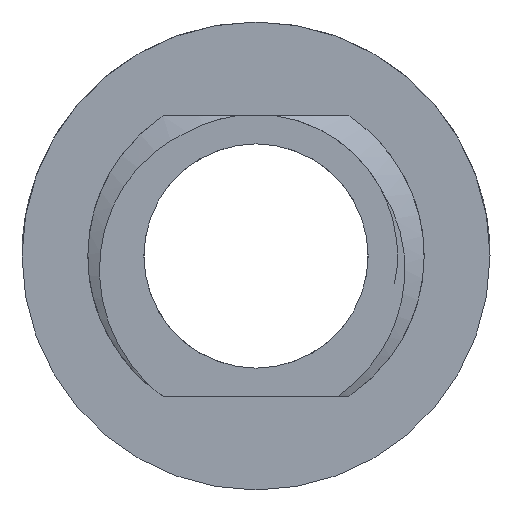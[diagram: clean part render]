
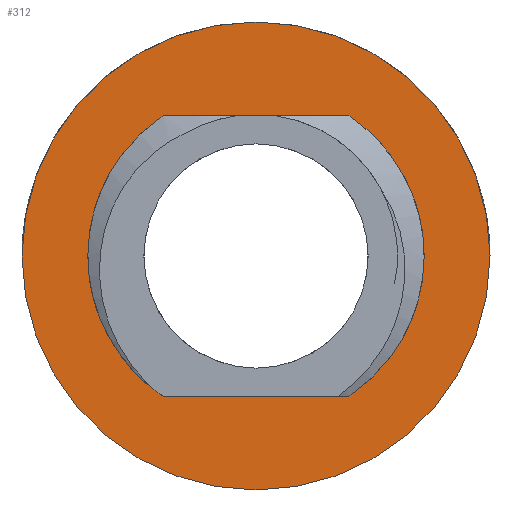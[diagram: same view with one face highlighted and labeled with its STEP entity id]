
A CAD part, front view. The second image highlights one B-rep face of the part: STEP entity #312.
In plain terms, the highlighted planar face has unit normal (0, -1, 0).
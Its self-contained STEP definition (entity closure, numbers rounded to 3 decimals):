
#27 = VERTEX_POINT ( 'NONE', #3074 ) ;
#144 = AXIS2_PLACEMENT_3D ( 'NONE', #11009, #3700, #10623 ) ;
#312 = ADVANCED_FACE ( 'NONE', ( #11059, #8563 ), #9185, .T. ) ;
#584 = EDGE_CURVE ( 'NONE', #3406, #6185, #5678, .T. ) ;
#592 = CARTESIAN_POINT ( 'NONE',  ( 0., 9., 0. ) ) ;
#1371 = EDGE_CURVE ( 'NONE', #3294, #10175, #9801, .T. ) ;
#1703 = DIRECTION ( 'NONE',  ( 0., -1., 0. ) ) ;
#1970 = LINE ( 'NONE', #7349, #5651 ) ;
#2015 = AXIS2_PLACEMENT_3D ( 'NONE', #8620, #1703, #5094 ) ;
#2398 = CARTESIAN_POINT ( 'NONE',  ( 0., 9., 8.35 ) ) ;
#2459 = VECTOR ( 'NONE', #6070, 1000. ) ;
#2606 = CARTESIAN_POINT ( 'NONE',  ( 6.421, 9., -5. ) ) ;
#2684 = ORIENTED_EDGE ( 'NONE', *, *, #584, .F. ) ;
#2857 = CARTESIAN_POINT ( 'NONE',  ( 0., 9., 0. ) ) ;
#3070 = ORIENTED_EDGE ( 'NONE', *, *, #1371, .T. ) ;
#3074 = CARTESIAN_POINT ( 'NONE',  ( -3.317, 9., -5. ) ) ;
#3161 = EDGE_CURVE ( 'NONE', #10175, #3294, #8507, .T. ) ;
#3294 = VERTEX_POINT ( 'NONE', #2398 ) ;
#3406 = VERTEX_POINT ( 'NONE', #9258 ) ;
#3458 = DIRECTION ( 'NONE',  ( 0., 0., -1. ) ) ;
#3484 = AXIS2_PLACEMENT_3D ( 'NONE', #2857, #6319, #8924 ) ;
#3700 = DIRECTION ( 'NONE',  ( 0., -1., 0. ) ) ;
#3774 = DIRECTION ( 'NONE',  ( -1., 0., 0. ) ) ;
#3822 = CARTESIAN_POINT ( 'NONE',  ( 3.317, 9., -5. ) ) ;
#4334 = EDGE_CURVE ( 'NONE', #27, #6074, #6127, .T. ) ;
#4604 = EDGE_LOOP ( 'NONE', ( #10434, #3070 ) ) ;
#4652 = CARTESIAN_POINT ( 'NONE',  ( -6., 9., 0. ) ) ;
#5094 = DIRECTION ( 'NONE',  ( 0., 0., -1. ) ) ;
#5622 = ORIENTED_EDGE ( 'NONE', *, *, #4334, .F. ) ;
#5651 = VECTOR ( 'NONE', #3774, 1000. ) ;
#5678 = CIRCLE ( 'NONE', #6883, 6. ) ;
#6070 = DIRECTION ( 'NONE',  ( 1., 0., 0. ) ) ;
#6074 = VERTEX_POINT ( 'NONE', #3822 ) ;
#6127 = LINE ( 'NONE', #2606, #2459 ) ;
#6185 = VERTEX_POINT ( 'NONE', #4652 ) ;
#6319 = DIRECTION ( 'NONE',  ( 0., -1., 0. ) ) ;
#6702 = CARTESIAN_POINT ( 'NONE',  ( 0., 9., -8.35 ) ) ;
#6798 = CARTESIAN_POINT ( 'NONE',  ( 0., 9., 0. ) ) ;
#6879 = DIRECTION ( 'NONE',  ( 0., 0., -1. ) ) ;
#6883 = AXIS2_PLACEMENT_3D ( 'NONE', #9217, #9533, #3458 ) ;
#7051 = ORIENTED_EDGE ( 'NONE', *, *, #8006, .F. ) ;
#7059 = AXIS2_PLACEMENT_3D ( 'NONE', #592, #8415, #6879 ) ;
#7225 = VERTEX_POINT ( 'NONE', #9897 ) ;
#7349 = CARTESIAN_POINT ( 'NONE',  ( 6.421, 9., 5. ) ) ;
#7496 = ORIENTED_EDGE ( 'NONE', *, *, #8832, .F. ) ;
#7872 = ORIENTED_EDGE ( 'NONE', *, *, #10915, .F. ) ;
#8006 = EDGE_CURVE ( 'NONE', #6185, #27, #8918, .T. ) ;
#8306 = EDGE_LOOP ( 'NONE', ( #2684, #7496, #7872, #5622, #7051 ) ) ;
#8415 = DIRECTION ( 'NONE',  ( 0., -1., 0. ) ) ;
#8474 = CIRCLE ( 'NONE', #144, 6. ) ;
#8507 = CIRCLE ( 'NONE', #7059, 8.35 ) ;
#8563 = FACE_BOUND ( 'NONE', #8306, .T. ) ;
#8620 = CARTESIAN_POINT ( 'NONE',  ( 0., 9., 0. ) ) ;
#8832 = EDGE_CURVE ( 'NONE', #7225, #3406, #1970, .T. ) ;
#8918 = CIRCLE ( 'NONE', #3484, 6. ) ;
#8924 = DIRECTION ( 'NONE',  ( 0., 0., -1. ) ) ;
#9185 = PLANE ( 'NONE',  #10575 ) ;
#9217 = CARTESIAN_POINT ( 'NONE',  ( 0., 9., 0. ) ) ;
#9258 = CARTESIAN_POINT ( 'NONE',  ( -3.317, 9., 5. ) ) ;
#9533 = DIRECTION ( 'NONE',  ( 0., -1., 0. ) ) ;
#9801 = CIRCLE ( 'NONE', #2015, 8.35 ) ;
#9897 = CARTESIAN_POINT ( 'NONE',  ( 3.317, 9., 5. ) ) ;
#10033 = DIRECTION ( 'NONE',  ( 0., 0., -1. ) ) ;
#10175 = VERTEX_POINT ( 'NONE', #6702 ) ;
#10434 = ORIENTED_EDGE ( 'NONE', *, *, #3161, .T. ) ;
#10575 = AXIS2_PLACEMENT_3D ( 'NONE', #6798, #11112, #10033 ) ;
#10623 = DIRECTION ( 'NONE',  ( 0., 0., -1. ) ) ;
#10915 = EDGE_CURVE ( 'NONE', #6074, #7225, #8474, .T. ) ;
#11009 = CARTESIAN_POINT ( 'NONE',  ( 0., 9., 0. ) ) ;
#11059 = FACE_OUTER_BOUND ( 'NONE', #4604, .T. ) ;
#11112 = DIRECTION ( 'NONE',  ( 0., -1., 0. ) ) ;
